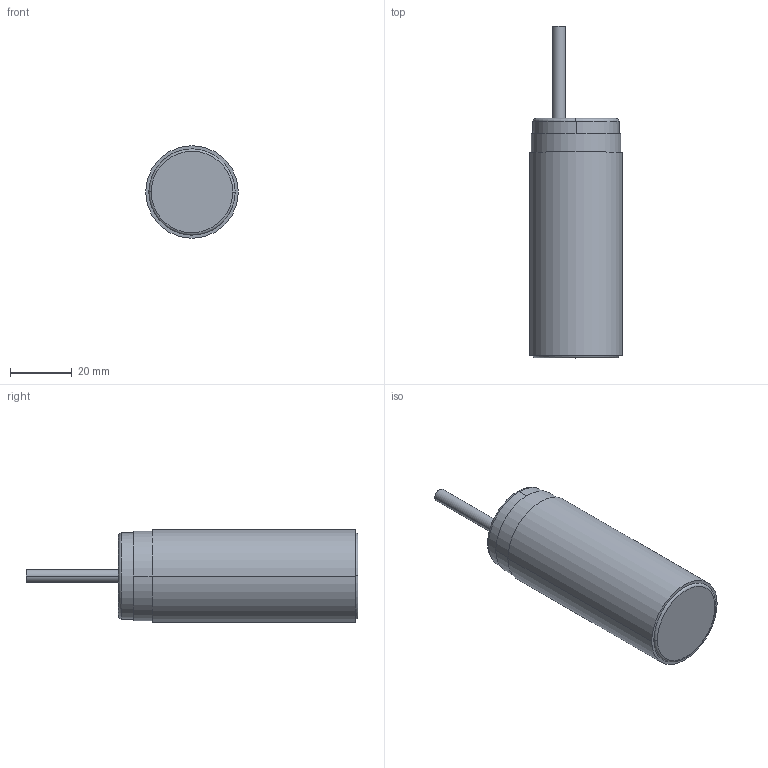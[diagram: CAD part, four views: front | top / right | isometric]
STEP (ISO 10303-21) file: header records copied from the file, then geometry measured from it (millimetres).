
FILE_DESCRIPTION(('STEP AP214'),'1');
FILE_NAME('xsav11373l05tf.stp','2020-04-09T08:28:54',('TraceParts'),('TraceParts S.A.'),'Spatial InterOp 3D',' ',' ');
FILE_SCHEMA(('AUTOMOTIVE_DESIGN { 1 0 10303 214 1 1 1 1 }'));
Length unit declared in the file: millimetre
Products named in the file (1): xsav11373l05tf
Bounding box: 30 x 107.7 x 30 mm (x, y, z)
Volume: 54544.9 mm3; surface area: 9011.6 mm2
Topology: 1 solids, 1 shells, 22 faces, 46 edges, 30 vertices
Faces by surface type: torus 8, cylinder 8, plane 6
Entity records: 627 total; most frequent: DIRECTION 130, CARTESIAN_POINT 99, ORIENTED_EDGE 92, AXIS2_PLACEMENT_3D 61, EDGE_CURVE 46, CIRCLE 38, VERTEX_POINT 30, EDGE_LOOP 26
